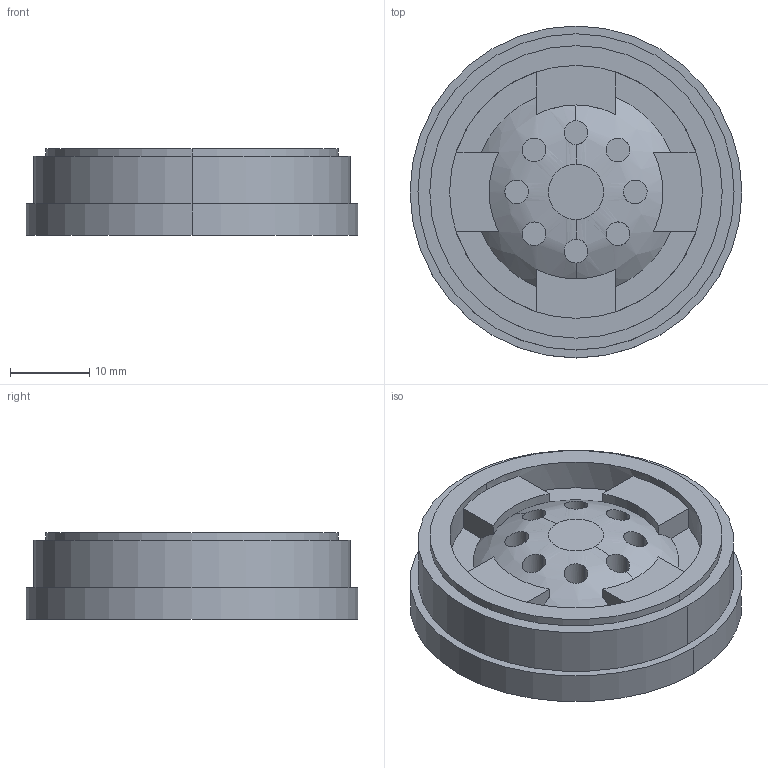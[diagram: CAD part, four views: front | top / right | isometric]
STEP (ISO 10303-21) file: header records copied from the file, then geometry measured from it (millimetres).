
FILE_DESCRIPTION (( 'STEP AP203' ), '1' );
FILE_NAME ('wheel-front-x4.STEP', '2019-10-22T11:38:07', ( '' ), ( '' ), 'SwSTEP 2.0', 'SolidWorks 2013', '' );
FILE_SCHEMA (( 'CONFIG_CONTROL_DESIGN' ));
Length unit declared in the file: millimetre
Products named in the file (1): wheel-front-x4
Bounding box: 42 x 42 x 11 mm (x, y, z)
Volume: 12317.3 mm3; surface area: 5010.8 mm2
Topology: 1 solids, 1 shells, 63 faces, 153 edges, 102 vertices
Faces by surface type: cylinder 31, plane 30, bspline 2
Entity records: 2346 total; most frequent: CARTESIAN_POINT 791, DIRECTION 307, ORIENTED_EDGE 306, EDGE_CURVE 153, AXIS2_PLACEMENT_3D 124, VERTEX_POINT 102, EDGE_LOOP 73, FACE_OUTER_BOUND 63
